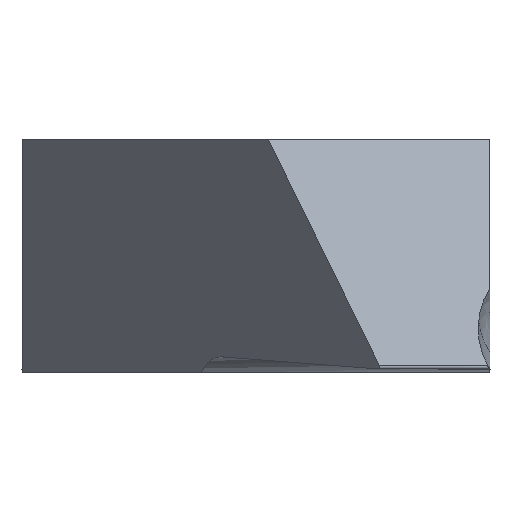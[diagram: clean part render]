
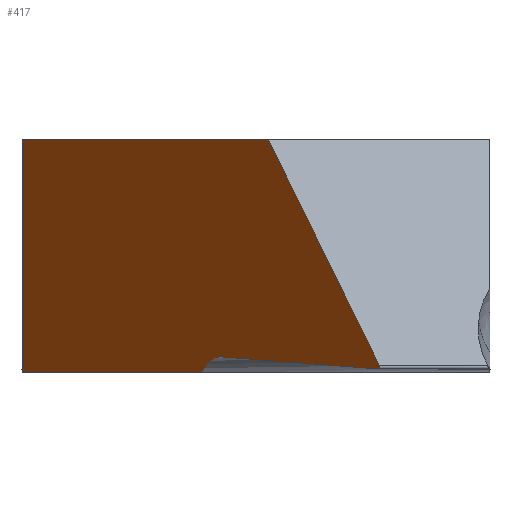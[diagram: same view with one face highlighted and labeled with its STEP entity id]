
A CAD part, left-side view. The second image highlights one B-rep face of the part: STEP entity #417.
In plain terms, the highlighted planar face has unit normal (-0.574, 0.819, 0).
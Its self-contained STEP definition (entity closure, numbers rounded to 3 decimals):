
#12 = EDGE_CURVE ( 'NONE', #784, #561, #227, .T. ) ;
#56 = DIRECTION ( 'NONE',  ( -0.533, -0.373, -0.76 ) ) ;
#61 = EDGE_LOOP ( 'NONE', ( #297, #405, #566, #310, #96, #141, #577 ) ) ;
#89 = EDGE_CURVE ( 'NONE', #502, #512, #690, .T. ) ;
#96 = ORIENTED_EDGE ( 'NONE', *, *, #1046, .T. ) ;
#121 = CARTESIAN_POINT ( 'NONE',  ( -4.316, 0.64, 0.14 ) ) ;
#136 = VECTOR ( 'NONE', #624, 1000. ) ;
#141 = ORIENTED_EDGE ( 'NONE', *, *, #12, .F. ) ;
#146 = EDGE_CURVE ( 'NONE', #207, #242, #427, .T. ) ;
#195 = VECTOR ( 'NONE', #1066, 1000. ) ;
#207 = VERTEX_POINT ( 'NONE', #660 ) ;
#227 = LINE ( 'NONE', #1025, #195 ) ;
#242 = VERTEX_POINT ( 'NONE', #652 ) ;
#249 = EDGE_CURVE ( 'NONE', #784, #512, #693, .T. ) ;
#253 = CARTESIAN_POINT ( 'NONE',  ( -4.597, 0.444, 0.207 ) ) ;
#270 = CARTESIAN_POINT ( 'NONE',  ( -4.597, 0.444, 0.207 ) ) ;
#297 = ORIENTED_EDGE ( 'NONE', *, *, #89, .F. ) ;
#305 = EDGE_CURVE ( 'NONE', #207, #502, #641, .T. ) ;
#310 = ORIENTED_EDGE ( 'NONE', *, *, #901, .T. ) ;
#363 = CARTESIAN_POINT ( 'NONE',  ( -7.49, -1.582, 0.1 ) ) ;
#396 = CARTESIAN_POINT ( 'NONE',  ( -5.456, -0.158, 3. ) ) ;
#405 = ORIENTED_EDGE ( 'NONE', *, *, #305, .F. ) ;
#417 = ADVANCED_FACE ( 'NONE', ( #771 ), #537, .T. ) ;
#420 = VERTEX_POINT ( 'NONE', #514 ) ;
#427 = LINE ( 'NONE', #734, #671 ) ;
#442 = LINE ( 'NONE', #989, #136 ) ;
#502 = VERTEX_POINT ( 'NONE', #396 ) ;
#512 = VERTEX_POINT ( 'NONE', #363 ) ;
#514 = CARTESIAN_POINT ( 'NONE',  ( -4.229, 0.701, 0. ) ) ;
#520 = DIRECTION ( 'NONE',  ( -0.819, -0.574, 0. ) ) ;
#522 = DIRECTION ( 'NONE',  ( -0.574, 0.819, 0. ) ) ;
#537 = PLANE ( 'NONE',  #1035 ) ;
#555 = CARTESIAN_POINT ( 'NONE',  ( -9., -2.64, 3. ) ) ;
#561 = VERTEX_POINT ( 'NONE', #253 ) ;
#566 = ORIENTED_EDGE ( 'NONE', *, *, #146, .T. ) ;
#577 = ORIENTED_EDGE ( 'NONE', *, *, #249, .T. ) ;
#616 = CARTESIAN_POINT ( 'NONE',  ( -9., -2.64, 3. ) ) ;
#624 = DIRECTION ( 'NONE',  ( -0.819, -0.574, 0. ) ) ;
#639 = CARTESIAN_POINT ( 'NONE',  ( -7.49, -1.582, 0.1 ) ) ;
#641 = LINE ( 'NONE', #616, #793 ) ;
#642 = CARTESIAN_POINT ( 'NONE',  ( -7.506, -1.594, 0.076 ) ) ;
#643 = CARTESIAN_POINT ( 'NONE',  ( -7.463, -1.564, 0.053 ) ) ;
#644 = CARTESIAN_POINT ( 'NONE',  ( -7.492, -1.584, 0.051 ) ) ;
#648 = DIRECTION ( 'NONE',  ( -0.819, -0.574, 0. ) ) ;
#652 = CARTESIAN_POINT ( 'NONE',  ( -0.946, 3., 0. ) ) ;
#660 = CARTESIAN_POINT ( 'NONE',  ( -0.946, 3., 3. ) ) ;
#667 =( BOUNDED_CURVE ( )  B_SPLINE_CURVE ( 3, ( #808, #121, #814, #270 ),
 .UNSPECIFIED., .F., .F. ) 
 B_SPLINE_CURVE_WITH_KNOTS ( ( 4, 4 ),
 ( 3.819, 4.81 ),
 .UNSPECIFIED. ) 
 CURVE ( )  GEOMETRIC_REPRESENTATION_ITEM ( )  RATIONAL_B_SPLINE_CURVE ( ( 1., 0.92, 0.92, 1. ) ) 
 REPRESENTATION_ITEM ( '' )  );
#671 = VECTOR ( 'NONE', #733, 1000. ) ;
#685 = CARTESIAN_POINT ( 'NONE',  ( -7.463, -1.564, 0.053 ) ) ;
#690 = LINE ( 'NONE', #940, #1045 ) ;
#693 =( BOUNDED_CURVE ( )  B_SPLINE_CURVE ( 3, ( #643, #644, #642, #639 ),
 .UNSPECIFIED., .F., .F. ) 
 B_SPLINE_CURVE_WITH_KNOTS ( ( 4, 4 ),
 ( 4.663, 6.897 ),
 .UNSPECIFIED. ) 
 CURVE ( )  GEOMETRIC_REPRESENTATION_ITEM ( )  RATIONAL_B_SPLINE_CURVE ( ( 1., 0.626, 0.626, 1. ) ) 
 REPRESENTATION_ITEM ( '' )  );
#733 = DIRECTION ( 'NONE',  ( 0., 0., -1. ) ) ;
#734 = CARTESIAN_POINT ( 'NONE',  ( -0.946, 3., 3. ) ) ;
#771 = FACE_OUTER_BOUND ( 'NONE', #61, .T. ) ;
#784 = VERTEX_POINT ( 'NONE', #685 ) ;
#793 = VECTOR ( 'NONE', #648, 1000. ) ;
#808 = CARTESIAN_POINT ( 'NONE',  ( -4.229, 0.701, 0. ) ) ;
#814 = CARTESIAN_POINT ( 'NONE',  ( -4.449, 0.547, 0.214 ) ) ;
#901 = EDGE_CURVE ( 'NONE', #242, #420, #442, .T. ) ;
#940 = CARTESIAN_POINT ( 'NONE',  ( -6.955, -1.207, 0.863 ) ) ;
#989 = CARTESIAN_POINT ( 'NONE',  ( -9., -2.64, 0. ) ) ;
#1025 = CARTESIAN_POINT ( 'NONE',  ( -8.891, -2.563, -0.024 ) ) ;
#1035 = AXIS2_PLACEMENT_3D ( 'NONE', #555, #522, #520 ) ;
#1045 = VECTOR ( 'NONE', #56, 1000. ) ;
#1046 = EDGE_CURVE ( 'NONE', #420, #561, #667, .T. ) ;
#1066 = DIRECTION ( 'NONE',  ( 0.818, 0.573, 0.044 ) ) ;
